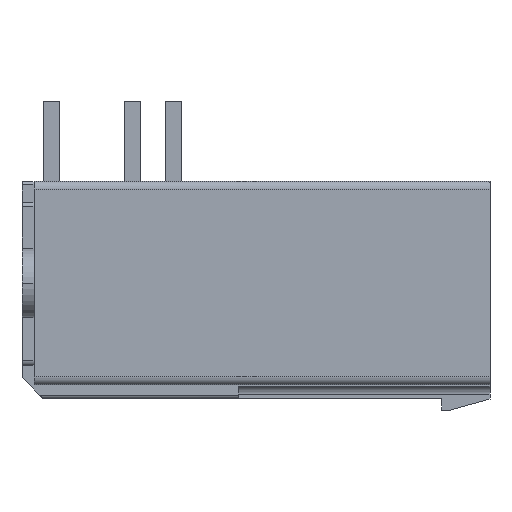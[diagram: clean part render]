
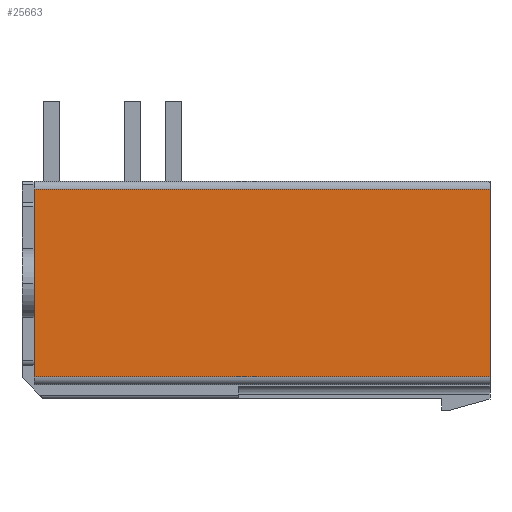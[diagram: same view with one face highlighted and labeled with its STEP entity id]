
A CAD part, front view. The second image highlights one B-rep face of the part: STEP entity #25663.
In plain terms, the highlighted planar face has unit normal (0, -1, 0).
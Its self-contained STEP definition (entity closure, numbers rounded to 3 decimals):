
#2294=DIRECTION('',(0.,0.,1.));
#2295=VECTOR('',#2294,11.733);
#2296=CARTESIAN_POINT('',(14.625,-6.22,-5.055));
#2297=LINE('',#2296,#2295);
#7463=DIRECTION('',(0.,0.,1.));
#7464=VECTOR('',#7463,11.733);
#7465=CARTESIAN_POINT('',(-13.875,-6.22,-5.055));
#7466=LINE('',#7465,#7464);
#8538=DIRECTION('',(-1.,0.,0.));
#8539=VECTOR('',#8538,28.5);
#8540=CARTESIAN_POINT('',(14.625,-6.22,-5.055));
#8541=LINE('',#8540,#8539);
#8542=DIRECTION('',(-1.,0.,0.));
#8543=VECTOR('',#8542,28.5);
#8544=CARTESIAN_POINT('',(14.625,-6.22,6.678));
#8545=LINE('',#8544,#8543);
#13942=CARTESIAN_POINT('',(14.625,-6.22,6.678));
#13944=VERTEX_POINT('',#13942);
#13959=CARTESIAN_POINT('',(14.625,-6.22,-5.055));
#13961=VERTEX_POINT('',#13959);
#13962=CARTESIAN_POINT('',(-13.875,-6.22,6.678));
#13964=VERTEX_POINT('',#13962);
#13967=CARTESIAN_POINT('',(-13.875,-6.22,-5.055));
#13969=VERTEX_POINT('',#13967);
#25651=CARTESIAN_POINT('',(14.625,-6.22,-5.055));
#25652=DIRECTION('',(0.,1.,0.));
#25653=DIRECTION('',(0.,0.,1.));
#25654=AXIS2_PLACEMENT_3D('',#25651,#25652,#25653);
#25655=PLANE('',#25654);
#25656=ORIENTED_EDGE('',*,*,#15235,.F.);
#25657=ORIENTED_EDGE('',*,*,#25646,.T.);
#25658=ORIENTED_EDGE('',*,*,#24615,.T.);
#25660=ORIENTED_EDGE('',*,*,#25659,.F.);
#25661=EDGE_LOOP('',(#25656,#25657,#25658,#25660));
#25662=FACE_OUTER_BOUND('',#25661,.F.);
#25663=ADVANCED_FACE('',(#25662),#25655,.F.);
#15235=EDGE_CURVE('',#13961,#13944,#2297,.T.);
#24615=EDGE_CURVE('',#13969,#13964,#7466,.T.);
#25646=EDGE_CURVE('',#13961,#13969,#8541,.T.);
#25659=EDGE_CURVE('',#13944,#13964,#8545,.T.);
